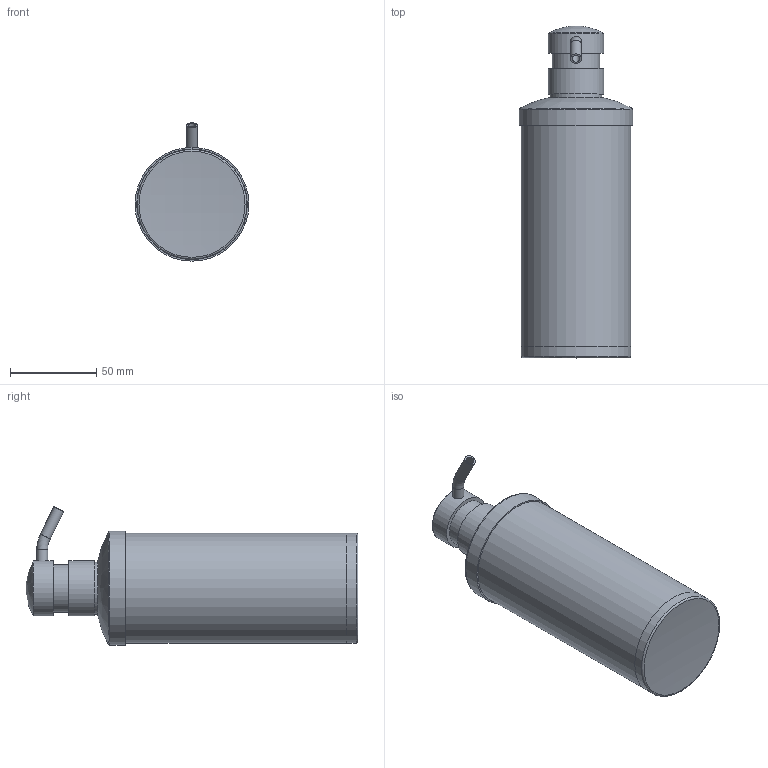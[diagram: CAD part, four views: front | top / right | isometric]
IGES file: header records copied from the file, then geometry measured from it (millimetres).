
Global section: file name: No Iges File Name specified; native system: Autodesk Inventor 2012; preprocessor: AutoDesk Inventor Iges Exporter R2012; author: sbajwa; date: 20130620.082130; units: millimetre
Bounding box: 65.8 x 191.9 x 80 mm (x, y, z)
Volume: 105222.5 mm3; surface area: 149319.1 mm2
Topology: 8 solids, 9 shells, 775 faces, 2160 edges, 1426 vertices
Faces by surface type: plane 333, revolution 236, cylinder 97, cone 93, bspline 8, torus 7, sphere 1
Full cylindrical faces by diameter (mm): 5.9 x1, 6.35 x2, 7.494 x2, 7.5 x2, 7.8 x3, 8 x1, 10 x1, 14.7 x1, 21.2 x1, 21.3 x2, 23.4 x1, 27.5 x1, 28.128 x1, 29.925 x1, 32 x2, 58 x1, 63.5 x2, 65.8 x1
